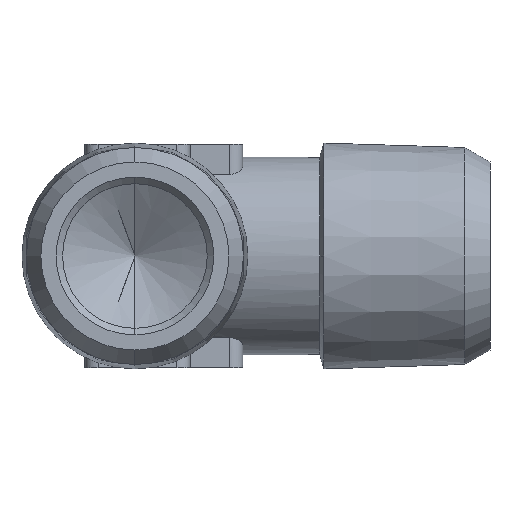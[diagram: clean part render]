
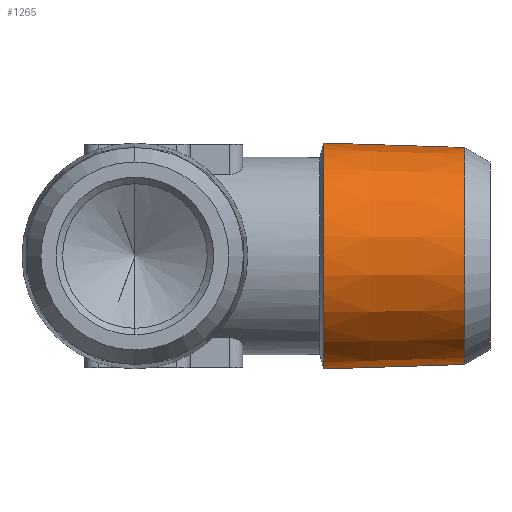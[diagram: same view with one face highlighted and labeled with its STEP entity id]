
A CAD part, front view. The second image highlights one B-rep face of the part: STEP entity #1265.
In plain terms, the highlighted conical face has half-angle 1.79 degrees and reference radius 8.586 mm.
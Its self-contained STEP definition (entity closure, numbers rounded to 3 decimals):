
#36 = CIRCLE ( 'NONE', #1761, 8.586 ) ;
#49 = CARTESIAN_POINT ( 'NONE',  ( 25.095, 30.5, -8.25 ) ) ;
#53 = EDGE_CURVE ( 'NONE', #83, #1260, #1381, .T. ) ;
#82 = CONICAL_SURFACE ( 'NONE', #1910, 8.586, 0.031 ) ;
#83 = VERTEX_POINT ( 'NONE', #49 ) ;
#85 = DIRECTION ( 'NONE',  ( 0., 0., 1. ) ) ;
#240 = AXIS2_PLACEMENT_3D ( 'NONE', #627, #1621, #1446 ) ;
#268 = CARTESIAN_POINT ( 'NONE',  ( 14.353, 30.5, -8.586 ) ) ;
#384 = DIRECTION ( 'NONE',  ( -1., 0., 0.031 ) ) ;
#542 = ORIENTED_EDGE ( 'NONE', *, *, #53, .T. ) ;
#557 = CARTESIAN_POINT ( 'NONE',  ( 14.353, 30.5, 8.586 ) ) ;
#589 = AXIS2_PLACEMENT_3D ( 'NONE', #1522, #877, #1124 ) ;
#627 = CARTESIAN_POINT ( 'NONE',  ( 14.353, 30.5, 0. ) ) ;
#655 = VERTEX_POINT ( 'NONE', #268 ) ;
#694 = CARTESIAN_POINT ( 'NONE',  ( 14.353, 30.5, -8.586 ) ) ;
#747 = DIRECTION ( 'NONE',  ( -1., 0., 0. ) ) ;
#771 = DIRECTION ( 'NONE',  ( 0., 0., 1. ) ) ;
#804 = EDGE_CURVE ( 'NONE', #83, #655, #973, .T. ) ;
#877 = DIRECTION ( 'NONE',  ( -1., 0., 0. ) ) ;
#918 = VECTOR ( 'NONE', #384, 1000. ) ;
#925 = CARTESIAN_POINT ( 'NONE',  ( 14.353, 30.5, 0. ) ) ;
#973 = LINE ( 'NONE', #694, #1402 ) ;
#1007 = EDGE_CURVE ( 'NONE', #1812, #1314, #36, .T. ) ;
#1033 = DIRECTION ( 'NONE',  ( -1., 0., -0.031 ) ) ;
#1067 = ORIENTED_EDGE ( 'NONE', *, *, #1587, .T. ) ;
#1101 = CARTESIAN_POINT ( 'NONE',  ( 14.353, 30.5, 0. ) ) ;
#1124 = DIRECTION ( 'NONE',  ( 0., 0., -1. ) ) ;
#1204 = CARTESIAN_POINT ( 'NONE',  ( 14.353, 21.914, 0. ) ) ;
#1210 = CIRCLE ( 'NONE', #240, 8.586 ) ;
#1260 = VERTEX_POINT ( 'NONE', #2074 ) ;
#1265 = ADVANCED_FACE ( 'NONE', ( #1618 ), #82, .T. ) ;
#1308 = EDGE_CURVE ( 'NONE', #1260, #1812, #1797, .T. ) ;
#1314 = VERTEX_POINT ( 'NONE', #1204 ) ;
#1381 = CIRCLE ( 'NONE', #589, 8.25 ) ;
#1402 = VECTOR ( 'NONE', #1033, 1000. ) ;
#1446 = DIRECTION ( 'NONE',  ( 0., 0., 1. ) ) ;
#1522 = CARTESIAN_POINT ( 'NONE',  ( 25.095, 30.5, 0. ) ) ;
#1587 = EDGE_CURVE ( 'NONE', #1314, #655, #1210, .T. ) ;
#1618 = FACE_OUTER_BOUND ( 'NONE', #2059, .T. ) ;
#1621 = DIRECTION ( 'NONE',  ( 1., 0., 0. ) ) ;
#1761 = AXIS2_PLACEMENT_3D ( 'NONE', #1101, #2095, #771 ) ;
#1796 = ORIENTED_EDGE ( 'NONE', *, *, #1007, .T. ) ;
#1797 = LINE ( 'NONE', #557, #918 ) ;
#1812 = VERTEX_POINT ( 'NONE', #2140 ) ;
#1898 = ORIENTED_EDGE ( 'NONE', *, *, #804, .F. ) ;
#1910 = AXIS2_PLACEMENT_3D ( 'NONE', #925, #747, #85 ) ;
#2036 = ORIENTED_EDGE ( 'NONE', *, *, #1308, .T. ) ;
#2059 = EDGE_LOOP ( 'NONE', ( #1898, #542, #2036, #1796, #1067 ) ) ;
#2074 = CARTESIAN_POINT ( 'NONE',  ( 25.095, 30.5, 8.25 ) ) ;
#2095 = DIRECTION ( 'NONE',  ( 1., 0., 0. ) ) ;
#2140 = CARTESIAN_POINT ( 'NONE',  ( 14.353, 30.5, 8.586 ) ) ;
